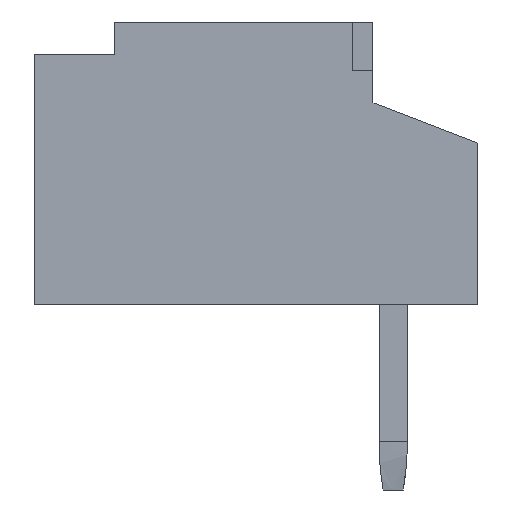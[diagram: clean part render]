
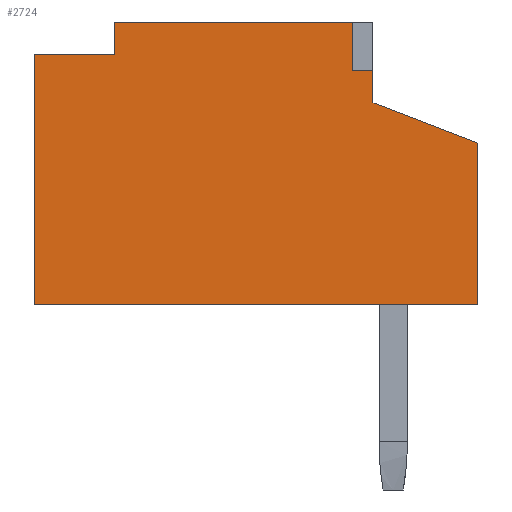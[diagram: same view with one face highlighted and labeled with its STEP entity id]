
A CAD part, left-side view. The second image highlights one B-rep face of the part: STEP entity #2724.
In plain terms, the highlighted planar face has unit normal (-1, 0, 0).
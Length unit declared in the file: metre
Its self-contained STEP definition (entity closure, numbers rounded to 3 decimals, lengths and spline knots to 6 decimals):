
#888=ORIENTED_EDGE('',*,*,#1286,.F.);
#889=ORIENTED_EDGE('',*,*,#1283,.T.);
#890=ORIENTED_EDGE('',*,*,#1253,.T.);
#891=ORIENTED_EDGE('',*,*,#1251,.F.);
#892=ORIENTED_EDGE('',*,*,#1247,.F.);
#893=ORIENTED_EDGE('',*,*,#1107,.F.);
#894=ORIENTED_EDGE('',*,*,#1288,.T.);
#895=ORIENTED_EDGE('',*,*,#1289,.T.);
#896=ORIENTED_EDGE('',*,*,#1170,.F.);
#897=ORIENTED_EDGE('',*,*,#1287,.T.);
#1107=EDGE_CURVE('',#1420,#1421,#1681,.T.);
#1170=EDGE_CURVE('',#1462,#1457,#1744,.T.);
#1247=EDGE_CURVE('',#1421,#1511,#1813,.T.);
#1251=EDGE_CURVE('',#1511,#1513,#1817,.T.);
#1253=EDGE_CURVE('',#1514,#1513,#1819,.T.);
#1283=EDGE_CURVE('',#1531,#1514,#1849,.T.);
#1286=EDGE_CURVE('',#1531,#1532,#1852,.T.);
#1287=EDGE_CURVE('',#1462,#1532,#1853,.T.);
#1288=EDGE_CURVE('',#1420,#1533,#1854,.T.);
#1289=EDGE_CURVE('',#1533,#1457,#1855,.T.);
#1420=VERTEX_POINT('',#4604);
#1421=VERTEX_POINT('',#4606);
#1457=VERTEX_POINT('',#4706);
#1462=VERTEX_POINT('',#4725);
#1511=VERTEX_POINT('',#4958);
#1513=VERTEX_POINT('',#4966);
#1514=VERTEX_POINT('',#4970);
#1531=VERTEX_POINT('',#5028);
#1532=VERTEX_POINT('',#5032);
#1533=VERTEX_POINT('',#5039);
#1681=LINE('',#4605,#2005);
#1744=LINE('',#4726,#2068);
#1813=LINE('',#4957,#2137);
#1817=LINE('',#4965,#2141);
#1819=LINE('',#4969,#2143);
#1849=LINE('',#5027,#2173);
#1852=LINE('',#5033,#2176);
#1853=LINE('',#5036,#2177);
#1854=LINE('',#5038,#2178);
#1855=LINE('',#5040,#2179);
#2005=VECTOR('',#3532,1.);
#2068=VECTOR('',#3627,1.);
#2137=VECTOR('',#3764,1.);
#2141=VECTOR('',#3772,1.);
#2143=VECTOR('',#3776,1.);
#2173=VECTOR('',#3828,1.);
#2176=VECTOR('',#3833,1.);
#2177=VECTOR('',#3838,1.);
#2178=VECTOR('',#3841,1.);
#2179=VECTOR('',#3842,1.);
#2323=EDGE_LOOP('',(#888,#889,#890,#891,#892,#893,#894,#895,#896,#897));
#2469=FACE_BOUND('',#2323,.T.);
#2583=PLANE('',#3228);
#2724=ADVANCED_FACE('',(#2469),#2583,.T.);
#3228=AXIS2_PLACEMENT_3D('',#5037,#3839,#3840);
#3532=DIRECTION('',(0.,1.,0.));
#3627=DIRECTION('',(0.,0.,-1.));
#3764=DIRECTION('',(0.,0.,1.));
#3772=DIRECTION('',(0.,-1.,0.));
#3776=DIRECTION('',(0.,0.,-1.));
#3828=DIRECTION('',(0.,1.,0.));
#3833=DIRECTION('',(0.,0.,-1.));
#3838=DIRECTION('',(0.,1.,0.));
#3839=DIRECTION('',(-1.,0.,0.));
#3840=DIRECTION('',(0.,0.,1.));
#3841=DIRECTION('',(0.,0.,1.));
#3842=DIRECTION('',(0.,0.933,0.359));
#4604=CARTESIAN_POINT('',(-0.00275,-0.004525,-0.0019));
#4605=CARTESIAN_POINT('',(-0.00275,-0.004525,-0.0019));
#4606=CARTESIAN_POINT('',(-0.00275,0.000975,-0.0019));
#4706=CARTESIAN_POINT('',(-0.00275,-0.003225,0.0006));
#4725=CARTESIAN_POINT('',(-0.00275,-0.003225,0.001));
#4726=CARTESIAN_POINT('',(-0.00275,-0.003225,0.001));
#4957=CARTESIAN_POINT('',(-0.00275,0.000975,-0.0019));
#4958=CARTESIAN_POINT('',(-0.00275,0.000975,0.0012));
#4965=CARTESIAN_POINT('',(-0.00275,0.000975,0.0012));
#4966=CARTESIAN_POINT('',(-0.00275,-0.000025,0.0012));
#4969=CARTESIAN_POINT('',(-0.00275,-0.000025,0.0016));
#4970=CARTESIAN_POINT('',(-0.00275,-0.000025,0.0016));
#5027=CARTESIAN_POINT('',(-0.00275,-0.002975,0.0016));
#5028=CARTESIAN_POINT('',(-0.00275,-0.002975,0.0016));
#5032=CARTESIAN_POINT('',(-0.00275,-0.002975,0.001));
#5033=CARTESIAN_POINT('',(-0.00275,-0.002975,0.0016));
#5036=CARTESIAN_POINT('',(-0.00275,-0.003225,0.001));
#5037=CARTESIAN_POINT('',(-0.00275,-0.004525,-0.0019));
#5038=CARTESIAN_POINT('',(-0.00275,-0.004525,-0.0019));
#5039=CARTESIAN_POINT('',(-0.00275,-0.004525,0.0001));
#5040=CARTESIAN_POINT('',(-0.00275,-0.004525,0.0001));
